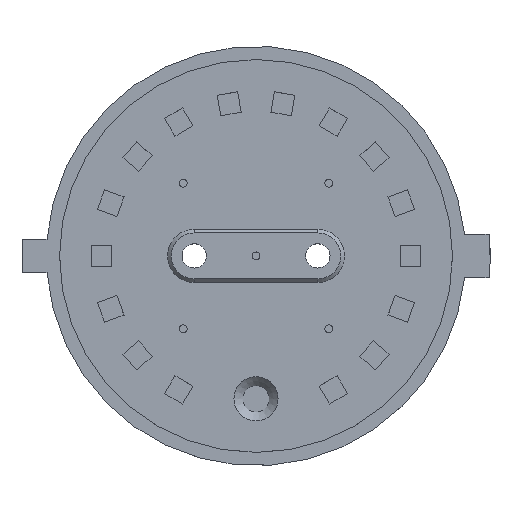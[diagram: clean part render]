
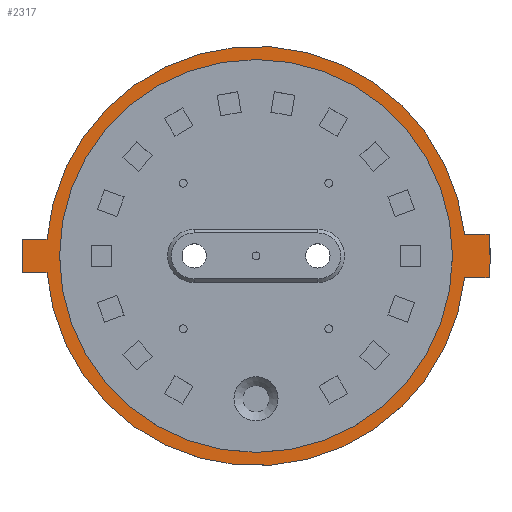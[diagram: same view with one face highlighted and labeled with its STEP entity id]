
A CAD part, top view. The second image highlights one B-rep face of the part: STEP entity #2317.
In plain terms, the highlighted planar face has unit normal (0, 0, 1).
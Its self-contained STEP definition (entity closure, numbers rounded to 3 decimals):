
#52=FACE_BOUND('',#889,.T.);
#319=LINE('',#3785,#581);
#322=LINE('',#3792,#584);
#323=LINE('',#3795,#585);
#324=LINE('',#3798,#586);
#581=VECTOR('',#3121,10.);
#584=VECTOR('',#3130,10.);
#585=VECTOR('',#3133,10.);
#586=VECTOR('',#3136,10.);
#725=FACE_OUTER_BOUND('',#888,.T.);
#888=EDGE_LOOP('',(#2036,#2037,#2038,#2039,#2040,#2041,#2042,#2043));
#889=EDGE_LOOP('',(#2044));
#932=CIRCLE('',#2427,47.475);
#934=CIRCLE('',#2431,47.475);
#936=CIRCLE('',#2436,44.475);
#937=CIRCLE('',#2519,53.);
#938=CIRCLE('',#2522,53.);
#1069=VERTEX_POINT('',#3485);
#1070=VERTEX_POINT('',#3487);
#1073=VERTEX_POINT('',#3497);
#1074=VERTEX_POINT('',#3499);
#1076=VERTEX_POINT('',#3508);
#1141=VERTEX_POINT('',#3784);
#1142=VERTEX_POINT('',#3788);
#1143=VERTEX_POINT('',#3794);
#1144=VERTEX_POINT('',#3796);
#1302=EDGE_CURVE('',#1069,#1070,#932,.T.);
#1308=EDGE_CURVE('',#1073,#1074,#934,.T.);
#1313=EDGE_CURVE('',#1076,#1076,#936,.T.);
#1442=EDGE_CURVE('',#1141,#1074,#319,.T.);
#1444=EDGE_CURVE('',#1142,#1141,#937,.T.);
#1446=EDGE_CURVE('',#1069,#1142,#322,.T.);
#1447=EDGE_CURVE('',#1073,#1143,#323,.T.);
#1448=EDGE_CURVE('',#1143,#1144,#938,.T.);
#1449=EDGE_CURVE('',#1144,#1070,#324,.T.);
#2036=ORIENTED_EDGE('',*,*,#1446,.T.);
#2037=ORIENTED_EDGE('',*,*,#1444,.T.);
#2038=ORIENTED_EDGE('',*,*,#1442,.T.);
#2039=ORIENTED_EDGE('',*,*,#1308,.F.);
#2040=ORIENTED_EDGE('',*,*,#1447,.T.);
#2041=ORIENTED_EDGE('',*,*,#1448,.T.);
#2042=ORIENTED_EDGE('',*,*,#1449,.T.);
#2043=ORIENTED_EDGE('',*,*,#1302,.F.);
#2044=ORIENTED_EDGE('',*,*,#1313,.T.);
#2189=PLANE('',#2521);
#2317=ADVANCED_FACE('',(#725,#52),#2189,.F.);
#2427=AXIS2_PLACEMENT_3D('',#3488,#2804,#2805);
#2431=AXIS2_PLACEMENT_3D('',#3500,#2816,#2817);
#2436=AXIS2_PLACEMENT_3D('',#3510,#2829,#2830);
#2519=AXIS2_PLACEMENT_3D('',#3789,#3125,#3126);
#2521=AXIS2_PLACEMENT_3D('',#3793,#3131,#3132);
#2522=AXIS2_PLACEMENT_3D('',#3797,#3134,#3135);
#2804=DIRECTION('center_axis',(0.,0.,-1.));
#2805=DIRECTION('ref_axis',(1.,0.,0.));
#2816=DIRECTION('center_axis',(0.,0.,-1.));
#2817=DIRECTION('ref_axis',(1.,0.,0.));
#2829=DIRECTION('center_axis',(0.,0.,-1.));
#2830=DIRECTION('ref_axis',(-1.,0.,0.));
#3121=DIRECTION('',(-1.,0.,0.));
#3125=DIRECTION('center_axis',(0.,0.,1.));
#3126=DIRECTION('ref_axis',(0.996,0.094,0.));
#3130=DIRECTION('',(1.,0.,0.));
#3131=DIRECTION('center_axis',(0.,0.,-1.));
#3132=DIRECTION('ref_axis',(-1.,0.,0.));
#3133=DIRECTION('',(-1.,0.,0.));
#3134=DIRECTION('center_axis',(0.,0.,1.));
#3135=DIRECTION('ref_axis',(-0.996,-0.094,0.));
#3136=DIRECTION('',(1.,0.,0.));
#3485=CARTESIAN_POINT('',(47.214,-4.975,-3.4));
#3487=CARTESIAN_POINT('',(-47.325,-3.775,-3.4));
#3488=CARTESIAN_POINT('Origin',(0.,0.,-3.4));
#3497=CARTESIAN_POINT('',(-47.325,3.775,-3.4));
#3499=CARTESIAN_POINT('',(47.214,4.975,-3.4));
#3500=CARTESIAN_POINT('Origin',(0.,0.,-3.4));
#3508=CARTESIAN_POINT('',(44.475,0.,-3.4));
#3510=CARTESIAN_POINT('Origin',(0.,0.,-3.4));
#3784=CARTESIAN_POINT('',(52.766,4.975,-3.4));
#3785=CARTESIAN_POINT('',(47.214,4.975,-3.4));
#3788=CARTESIAN_POINT('',(52.766,-4.975,-3.4));
#3789=CARTESIAN_POINT('Origin',(0.,0.,-3.4));
#3792=CARTESIAN_POINT('',(52.766,-4.975,-3.4));
#3793=CARTESIAN_POINT('Origin',(50.107,0.,
-3.4));
#3794=CARTESIAN_POINT('',(-52.865,3.775,-3.4));
#3795=CARTESIAN_POINT('',(-52.865,3.775,-3.4));
#3796=CARTESIAN_POINT('',(-52.865,-3.775,-3.4));
#3797=CARTESIAN_POINT('Origin',(0.,0.,-3.4));
#3798=CARTESIAN_POINT('',(-47.325,-3.775,-3.4));
